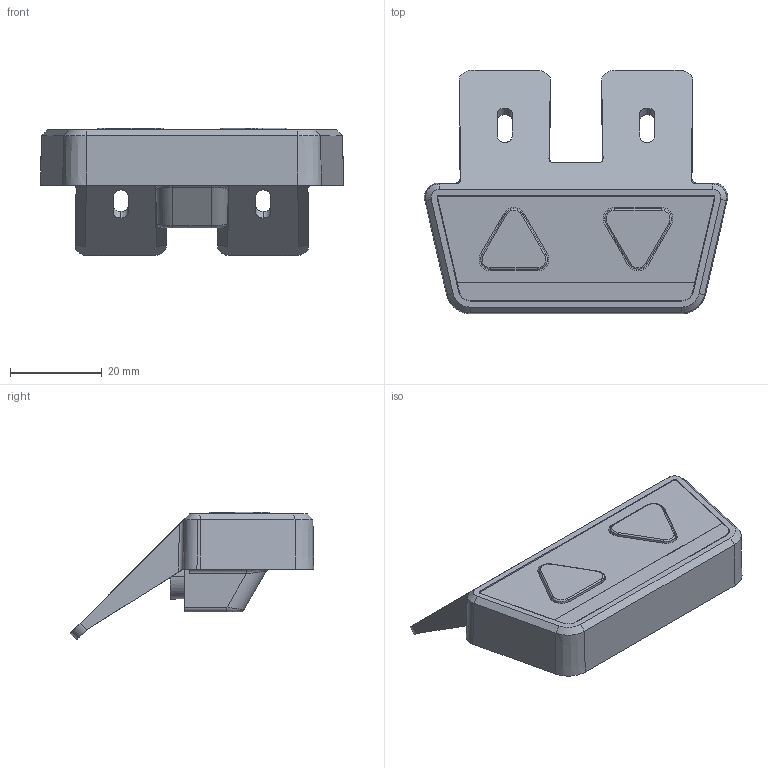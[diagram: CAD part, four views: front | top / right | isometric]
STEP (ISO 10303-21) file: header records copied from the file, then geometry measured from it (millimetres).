
FILE_DESCRIPTION (( 'STEP AP203' ), '1' );
FILE_NAME ('MotionAssist100.02.STEP', '2020-01-30T06:16:46', ( '' ), ( '' ), 'SwSTEP 2.0', 'SolidWorks 2018', '' );
FILE_SCHEMA (( 'CONFIG_CONTROL_DESIGN' ));
Length unit declared in the file: millimetre
Products named in the file (1): MotionAssist100.02
Bounding box: 65.98 x 52.98 x 27.78 mm (x, y, z)
Volume: 27466.6 mm3; surface area: 11444.8 mm2
Topology: 2 solids, 2 shells, 201 faces, 519 edges, 332 vertices
Faces by surface type: plane 102, cylinder 75, cone 12, bspline 12
Entity records: 7356 total; most frequent: CARTESIAN_POINT 2521, ORIENTED_EDGE 1038, DIRECTION 931, EDGE_CURVE 519, VERTEX_POINT 332, AXIS2_PLACEMENT_3D 312, LINE 307, VECTOR 307
